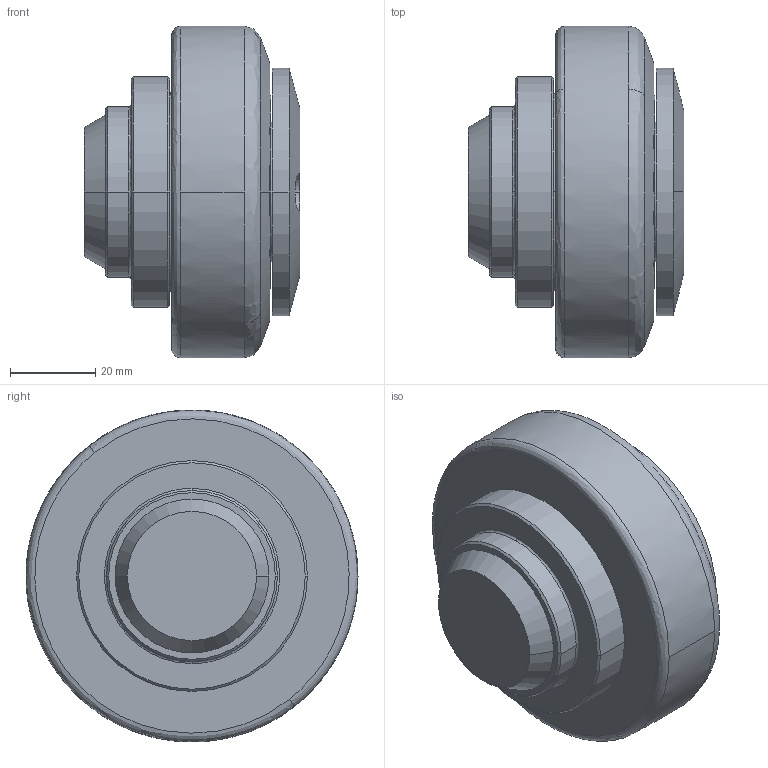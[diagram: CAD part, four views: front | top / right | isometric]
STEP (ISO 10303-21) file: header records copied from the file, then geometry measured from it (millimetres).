
FILE_DESCRIPTION (( 'STEP AP214' ), '1' );
FILE_NAME ('TR-080.0360-Rollco.step', '2023-04-28T07:40:14', ( '' ), ( '' ), 'SwSTEP 2.0', 'SolidWorks 2010', '' );
FILE_SCHEMA (( 'AUTOMOTIVE_DESIGN' ));
Length unit declared in the file: millimetre
Products named in the file (1): TR-080.0360-Rollco
Bounding box: 50.5 x 77.7 x 77.68 mm (x, y, z)
Volume: 153852 mm3; surface area: 22249 mm2
Topology: 1 solids, 1 shells, 53 faces, 124 edges, 78 vertices
Faces by surface type: cone 18, cylinder 16, plane 9, bspline 8, torus 2
Entity records: 2378 total; most frequent: CARTESIAN_POINT 880, DIRECTION 286, ORIENTED_EDGE 248, AXIS2_PLACEMENT_3D 126, EDGE_CURVE 124, CIRCLE 80, VERTEX_POINT 78, EDGE_LOOP 62
